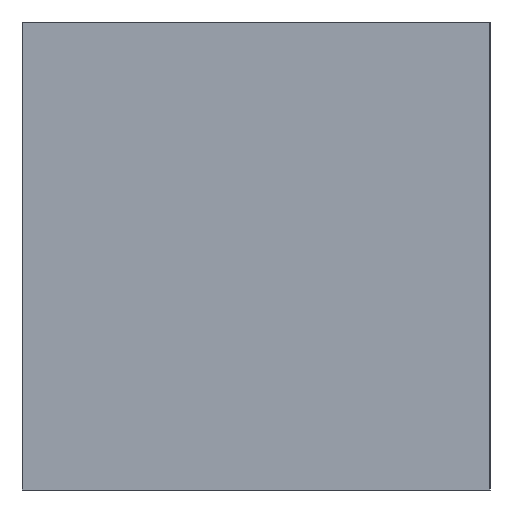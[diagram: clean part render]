
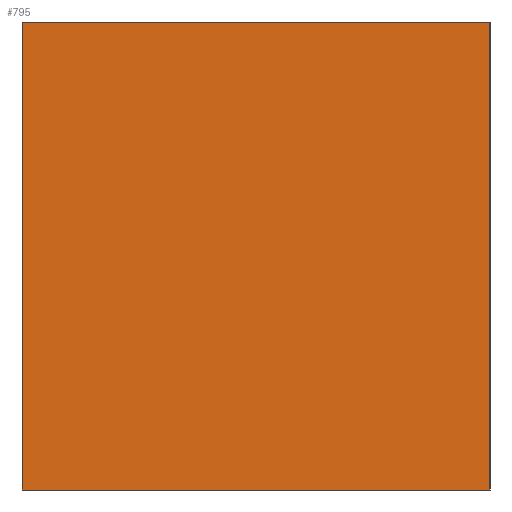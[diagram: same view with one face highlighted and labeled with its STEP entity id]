
A CAD part, front view. The second image highlights one B-rep face of the part: STEP entity #795.
In plain terms, the highlighted planar face has unit normal (0, -1, 0).
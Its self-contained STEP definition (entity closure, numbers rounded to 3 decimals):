
#795 = ADVANCED_FACE( '', ( #1946 ), #1947, .T. );
#1946 = FACE_OUTER_BOUND( '', #3569, .T. );
#1947 = PLANE( '', #3570 );
#3569 = EDGE_LOOP( '', ( #5831, #5832, #5833, #5834 ) );
#3570 = AXIS2_PLACEMENT_3D( '', #5835, #5836, #5837 );
#5831 = ORIENTED_EDGE( '', *, *, #10505, .T. );
#5832 = ORIENTED_EDGE( '', *, *, #10506, .T. );
#5833 = ORIENTED_EDGE( '', *, *, #10507, .T. );
#5834 = ORIENTED_EDGE( '', *, *, #10508, .T. );
#5835 = CARTESIAN_POINT( '', ( 0., 0., 0. ) );
#5836 = DIRECTION( '', ( 0., -1., 0. ) );
#5837 = DIRECTION( '', ( 0., 0., -1. ) );
#10505 = EDGE_CURVE( '', #12820, #12821, #12822, .T. );
#10506 = EDGE_CURVE( '', #12821, #12823, #12824, .T. );
#10507 = EDGE_CURVE( '', #12823, #12825, #12826, .T. );
#10508 = EDGE_CURVE( '', #12825, #12820, #12827, .T. );
#12820 = VERTEX_POINT( '', #16287 );
#12821 = VERTEX_POINT( '', #16288 );
#12822 = LINE( '', #16289, #16290 );
#12823 = VERTEX_POINT( '', #16291 );
#12824 = LINE( '', #16292, #16293 );
#12825 = VERTEX_POINT( '', #16294 );
#12826 = LINE( '', #16295, #16296 );
#12827 = LINE( '', #16297, #16298 );
#16287 = CARTESIAN_POINT( '', ( -30., 0., 30. ) );
#16288 = CARTESIAN_POINT( '', ( -30., 0., -30. ) );
#16289 = CARTESIAN_POINT( '', ( -30., 0., 30. ) );
#16290 = VECTOR( '', #19990, 1000. );
#16291 = CARTESIAN_POINT( '', ( 30., 0., -30. ) );
#16292 = CARTESIAN_POINT( '', ( -30., 0., -30. ) );
#16293 = VECTOR( '', #19991, 1000. );
#16294 = CARTESIAN_POINT( '', ( 30., 0., 30. ) );
#16295 = CARTESIAN_POINT( '', ( 30., 0., -30. ) );
#16296 = VECTOR( '', #19992, 1000. );
#16297 = CARTESIAN_POINT( '', ( 30., 0., 30. ) );
#16298 = VECTOR( '', #19993, 1000. );
#19990 = DIRECTION( '', ( 0., 0., -1. ) );
#19991 = DIRECTION( '', ( 1., 0., 0. ) );
#19992 = DIRECTION( '', ( 0., 0., 1. ) );
#19993 = DIRECTION( '', ( -1., 0., 0. ) );
